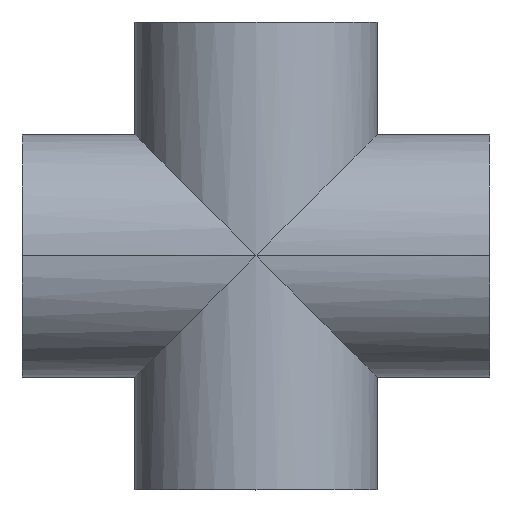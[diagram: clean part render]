
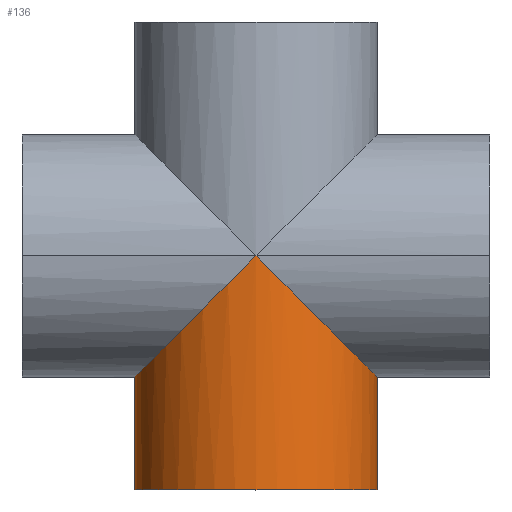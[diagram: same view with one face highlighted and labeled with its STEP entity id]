
A CAD part, top view. The second image highlights one B-rep face of the part: STEP entity #136.
In plain terms, the highlighted cylindrical face has radius 34.671 mm (diameter 69.342 mm), a partial arc.
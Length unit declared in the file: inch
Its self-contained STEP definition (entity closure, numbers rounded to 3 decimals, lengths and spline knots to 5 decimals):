
#10 = EDGE_CURVE ( 'NONE', #977, #911, #485, .T. ) ;
#14 = EDGE_CURVE ( 'NONE', #873, #877, #530, .T. ) ;
#34 = EDGE_CURVE ( 'NONE', #977, #874, #467, .T. ) ;
#69 = EDGE_CURVE ( 'NONE', #911, #877, #489, .T. ) ;
#70 = AXIS2_PLACEMENT_3D ( 'NONE', #891, #904, #907 ) ;
#105 = AXIS2_PLACEMENT_3D ( 'NONE', #759, #761, #766 ) ;
#116 = EDGE_CURVE ( 'NONE', #874, #873, #542, .T. ) ;
#136 = ADVANCED_FACE ( 'NONE', ( #279 ), #269, .T. ) ;
#269 = CYLINDRICAL_SURFACE ( 'NONE', #105, 1.365 ) ;
#279 = FACE_OUTER_BOUND ( 'NONE', #515, .T. ) ;
#436 = ORIENTED_EDGE ( 'NONE', *, *, #69, .F. ) ;
#437 = ORIENTED_EDGE ( 'NONE', *, *, #14, .T. ) ;
#438 = ORIENTED_EDGE ( 'NONE', *, *, #116, .T. ) ;
#454 = ORIENTED_EDGE ( 'NONE', *, *, #34, .T. ) ;
#464 = VECTOR ( 'NONE', #837, 39.37008 ) ;
#467 = LINE ( 'NONE', #701, #487 ) ;
#481 = ORIENTED_EDGE ( 'NONE', *, *, #10, .F. ) ;
#485 = CIRCLE ( 'NONE', #70, 1.365 ) ;
#487 = VECTOR ( 'NONE', #743, 39.37008 ) ;
#489 = LINE ( 'NONE', #833, #464 ) ;
#515 = EDGE_LOOP ( 'NONE', ( #481, #454, #438, #437, #436 ) ) ;
#530 =( BOUNDED_CURVE ( )  B_SPLINE_CURVE ( 3, ( #902, #853, #847, #856 ),
 .UNSPECIFIED., .F., .F. ) 
 B_SPLINE_CURVE_WITH_KNOTS ( ( 4, 4 ),
 ( 4.71239, 6.28319 ),
 .UNSPECIFIED. ) 
 CURVE ( )  GEOMETRIC_REPRESENTATION_ITEM ( )  RATIONAL_B_SPLINE_CURVE ( ( 1., 0.805, 0.805, 1. ) ) 
 REPRESENTATION_ITEM ( '' )  );
#542 =( BOUNDED_CURVE ( )  B_SPLINE_CURVE ( 3, ( #955, #810, #808, #780 ),
 .UNSPECIFIED., .F., .F. ) 
 B_SPLINE_CURVE_WITH_KNOTS ( ( 4, 4 ),
 ( 3.14159, 4.71239 ),
 .UNSPECIFIED. ) 
 CURVE ( )  GEOMETRIC_REPRESENTATION_ITEM ( )  RATIONAL_B_SPLINE_CURVE ( ( 1., 0.805, 0.805, 1. ) ) 
 REPRESENTATION_ITEM ( '' )  );
#604 = CARTESIAN_POINT ( 'NONE',  ( 1.365, -2.63, 0. ) ) ;
#628 = CARTESIAN_POINT ( 'NONE',  ( -1.365, -2.63, 0. ) ) ;
#633 = CARTESIAN_POINT ( 'NONE',  ( -1.365, -1.365, 0. ) ) ;
#636 = CARTESIAN_POINT ( 'NONE',  ( 1.365, -1.365, 0. ) ) ;
#638 = CARTESIAN_POINT ( 'NONE',  ( 0., 0., 1.365 ) ) ;
#701 = CARTESIAN_POINT ( 'NONE',  ( 1.365, -1.25, 0. ) ) ;
#743 = DIRECTION ( 'NONE',  ( 0., 1., 0. ) ) ;
#759 = CARTESIAN_POINT ( 'NONE',  ( 0., -1.25, 0. ) ) ;
#761 = DIRECTION ( 'NONE',  ( 0., 1., 0. ) ) ;
#766 = DIRECTION ( 'NONE',  ( -1., 0., 0. ) ) ;
#780 = CARTESIAN_POINT ( 'NONE',  ( 0., 0., 1.365 ) ) ;
#808 = CARTESIAN_POINT ( 'NONE',  ( 0.7996, -0.7996, 1.365 ) ) ;
#810 = CARTESIAN_POINT ( 'NONE',  ( 1.365, -1.365, 0.7996 ) ) ;
#833 = CARTESIAN_POINT ( 'NONE',  ( -1.365, -1.25, 0. ) ) ;
#837 = DIRECTION ( 'NONE',  ( 0., 1., 0. ) ) ;
#847 = CARTESIAN_POINT ( 'NONE',  ( -1.365, -1.365, 0.7996 ) ) ;
#853 = CARTESIAN_POINT ( 'NONE',  ( -0.7996, -0.7996, 1.365 ) ) ;
#856 = CARTESIAN_POINT ( 'NONE',  ( -1.365, -1.365, 0. ) ) ;
#873 = VERTEX_POINT ( 'NONE', #638 ) ;
#874 = VERTEX_POINT ( 'NONE', #636 ) ;
#877 = VERTEX_POINT ( 'NONE', #633 ) ;
#891 = CARTESIAN_POINT ( 'NONE',  ( 0., -2.63, 0. ) ) ;
#902 = CARTESIAN_POINT ( 'NONE',  ( 0., 0., 1.365 ) ) ;
#904 = DIRECTION ( 'NONE',  ( 0., -1., 0. ) ) ;
#907 = DIRECTION ( 'NONE',  ( 1., 0., 0. ) ) ;
#911 = VERTEX_POINT ( 'NONE', #628 ) ;
#955 = CARTESIAN_POINT ( 'NONE',  ( 1.365, -1.365, 0. ) ) ;
#977 = VERTEX_POINT ( 'NONE', #604 ) ;
